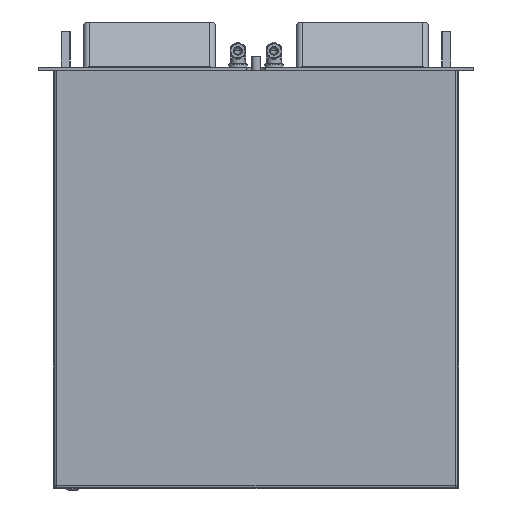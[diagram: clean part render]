
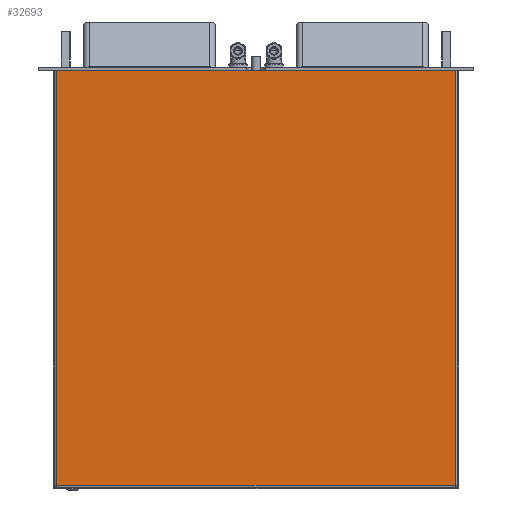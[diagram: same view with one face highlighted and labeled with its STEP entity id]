
A CAD part, front view. The second image highlights one B-rep face of the part: STEP entity #32693.
In plain terms, the highlighted planar face has unit normal (0, -1, 0).
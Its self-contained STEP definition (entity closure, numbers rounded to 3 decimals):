
#808 = CARTESIAN_POINT ( 'NONE',  ( 223., -85., -4. ) ) ;
#2532 = VECTOR ( 'NONE', #6526, 1000. ) ;
#3010 = EDGE_CURVE ( 'NONE', #21910, #34290, #35202, .T. ) ;
#3873 = DIRECTION ( 'NONE',  ( -1., 0., 0. ) ) ;
#4406 = CARTESIAN_POINT ( 'NONE',  ( -221., -85., -464. ) ) ;
#4678 = DIRECTION ( 'NONE',  ( 0., -1., 0. ) ) ;
#5597 = VERTEX_POINT ( 'NONE', #6995 ) ;
#6526 = DIRECTION ( 'NONE',  ( 1., 0., 0. ) ) ;
#6784 = LINE ( 'NONE', #13853, #28609 ) ;
#6995 = CARTESIAN_POINT ( 'NONE',  ( 221., -85., -4. ) ) ;
#7026 = FACE_OUTER_BOUND ( 'NONE', #12838, .T. ) ;
#8997 = CARTESIAN_POINT ( 'NONE',  ( 221., -85., -464. ) ) ;
#9184 = EDGE_CURVE ( 'NONE', #34744, #14581, #35125, .T. ) ;
#9481 = VERTEX_POINT ( 'NONE', #14093 ) ;
#9740 = CARTESIAN_POINT ( 'NONE',  ( 223., -85., -4. ) ) ;
#10104 = VECTOR ( 'NONE', #20325, 1000. ) ;
#11361 = CARTESIAN_POINT ( 'NONE',  ( 10., -85., -4. ) ) ;
#11444 = AXIS2_PLACEMENT_3D ( 'NONE', #19119, #4678, #14473 ) ;
#12305 = VECTOR ( 'NONE', #25598, 1000. ) ;
#12667 = LINE ( 'NONE', #13500, #37720 ) ;
#12838 = EDGE_LOOP ( 'NONE', ( #15032, #25739, #20419, #26946, #17025, #27759 ) ) ;
#13500 = CARTESIAN_POINT ( 'NONE',  ( -221., -85., -4. ) ) ;
#13853 = CARTESIAN_POINT ( 'NONE',  ( 223., -85., -4. ) ) ;
#14093 = CARTESIAN_POINT ( 'NONE',  ( -221., -85., -4. ) ) ;
#14473 = DIRECTION ( 'NONE',  ( 1., 0., 0. ) ) ;
#14581 = VERTEX_POINT ( 'NONE', #19774 ) ;
#15032 = ORIENTED_EDGE ( 'NONE', *, *, #21389, .T. ) ;
#17025 = ORIENTED_EDGE ( 'NONE', *, *, #32266, .T. ) ;
#19119 = CARTESIAN_POINT ( 'NONE',  ( 223., -85., -4. ) ) ;
#19326 = DIRECTION ( 'NONE',  ( 0., 0., -1. ) ) ;
#19774 = CARTESIAN_POINT ( 'NONE',  ( -10., -85., -4. ) ) ;
#20235 = EDGE_CURVE ( 'NONE', #9481, #21910, #12667, .T. ) ;
#20325 = DIRECTION ( 'NONE',  ( -1., 0., 0. ) ) ;
#20337 = DIRECTION ( 'NONE',  ( -1., 0., 0. ) ) ;
#20419 = ORIENTED_EDGE ( 'NONE', *, *, #3010, .T. ) ;
#21389 = EDGE_CURVE ( 'NONE', #14581, #9481, #6784, .T. ) ;
#21753 = LINE ( 'NONE', #34861, #12305 ) ;
#21910 = VERTEX_POINT ( 'NONE', #4406 ) ;
#24087 = PLANE ( 'NONE',  #11444 ) ;
#25598 = DIRECTION ( 'NONE',  ( 0., 0., 1. ) ) ;
#25739 = ORIENTED_EDGE ( 'NONE', *, *, #20235, .T. ) ;
#26946 = ORIENTED_EDGE ( 'NONE', *, *, #37503, .T. ) ;
#27759 = ORIENTED_EDGE ( 'NONE', *, *, #9184, .T. ) ;
#28609 = VECTOR ( 'NONE', #20337, 1000. ) ;
#32266 = EDGE_CURVE ( 'NONE', #5597, #34744, #33559, .T. ) ;
#32693 = ADVANCED_FACE ( 'NONE', ( #7026 ), #24087, .T. ) ;
#33559 = LINE ( 'NONE', #808, #36391 ) ;
#34290 = VERTEX_POINT ( 'NONE', #8997 ) ;
#34744 = VERTEX_POINT ( 'NONE', #11361 ) ;
#34861 = CARTESIAN_POINT ( 'NONE',  ( 221., -85., -4. ) ) ;
#35125 = LINE ( 'NONE', #9740, #10104 ) ;
#35202 = LINE ( 'NONE', #37059, #2532 ) ;
#36391 = VECTOR ( 'NONE', #3873, 1000. ) ;
#37059 = CARTESIAN_POINT ( 'NONE',  ( 223., -85., -464. ) ) ;
#37503 = EDGE_CURVE ( 'NONE', #34290, #5597, #21753, .T. ) ;
#37720 = VECTOR ( 'NONE', #19326, 1000. ) ;
